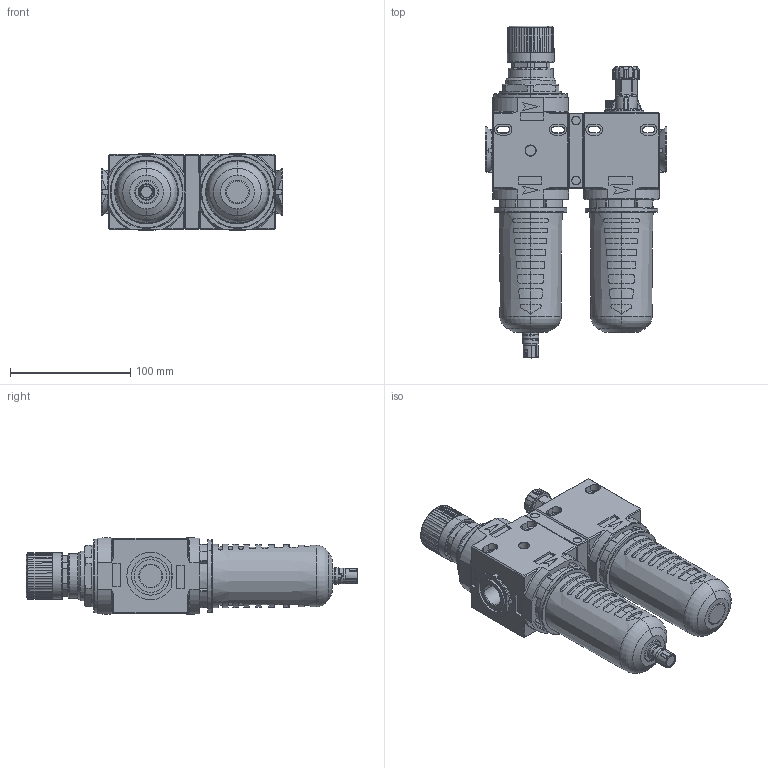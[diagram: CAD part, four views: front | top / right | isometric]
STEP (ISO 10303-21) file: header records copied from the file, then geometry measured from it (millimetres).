
FILE_DESCRIPTION(('STEP AP214'),'1');
FILE_NAME('075 FR+L PE SS.stp','2020-03-18T11:10:20',(' '),(' '),'Spatial InterOp 3D',' ',' ');
FILE_SCHEMA(('AUTOMOTIVE_DESIGN { 1 0 10303 214 1 1 1 1 }'));
Length unit declared in the file: metre
Products named in the file (1): Solido
Bounding box: 151.15 x 276.3 x 63.6 mm (x, y, z)
Volume: 1170913.2 mm3; surface area: 135612.8 mm2
Topology: 1 solids, 2 shells, 2111 faces, 5578 edges, 3543 vertices
Faces by surface type: plane 954, cylinder 557, cone 243, torus 134, extrusion 108, bspline 90, sphere 25
Entity records: 73532 total; most frequent: CARTESIAN_POINT 21166, ORIENTED_EDGE 11136, DIRECTION 10949, EDGE_CURVE 5568, AXIS2_PLACEMENT_3D 4052, VERTEX_POINT 3543, VECTOR 2845, LINE 2737
